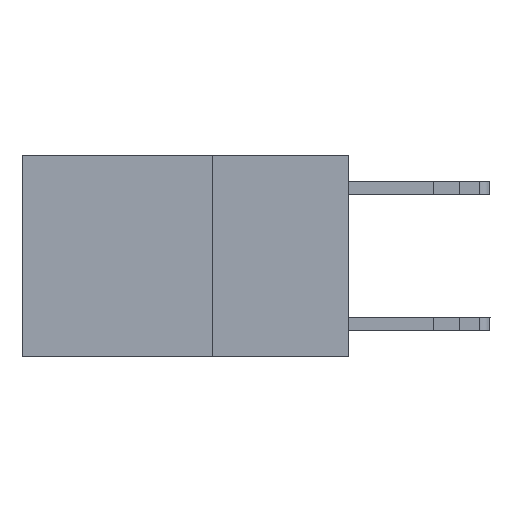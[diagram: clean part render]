
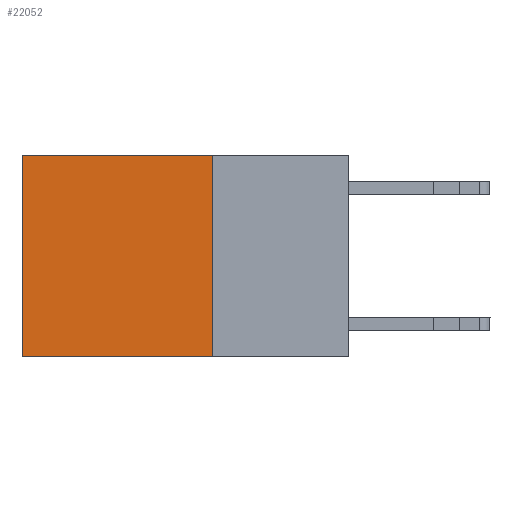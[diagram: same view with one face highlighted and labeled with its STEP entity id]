
A CAD part, left-side view. The second image highlights one B-rep face of the part: STEP entity #22052.
In plain terms, the highlighted planar face has unit normal (-1, 0, 0).
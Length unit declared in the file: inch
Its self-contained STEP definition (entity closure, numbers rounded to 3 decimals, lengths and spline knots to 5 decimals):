
#201 = VECTOR ( 'NONE', #11765, 39.37008 ) ;
#265 = DIRECTION ( 'NONE',  ( 0., 0., -1. ) ) ;
#1981 = CARTESIAN_POINT ( 'NONE',  ( 0.2625, 0.6, 0. ) ) ;
#2961 = LINE ( 'NONE', #15911, #11553 ) ;
#3824 = VECTOR ( 'NONE', #265, 39.37008 ) ;
#3872 = CARTESIAN_POINT ( 'NONE',  ( 0.2625, 0.25, 0. ) ) ;
#4102 = VERTEX_POINT ( 'NONE', #3872 ) ;
#5670 = DIRECTION ( 'NONE',  ( 1., 0., 0. ) ) ;
#7206 = EDGE_CURVE ( 'NONE', #4102, #13614, #10855, .T. ) ;
#7866 = EDGE_LOOP ( 'NONE', ( #12792, #20823, #21654, #14775 ) ) ;
#8439 = DIRECTION ( 'NONE',  ( 0., 0., -1. ) ) ;
#9003 = CARTESIAN_POINT ( 'NONE',  ( 0.2625, 0.6, 0. ) ) ;
#10855 = LINE ( 'NONE', #13613, #201 ) ;
#11553 = VECTOR ( 'NONE', #8439, 39.37008 ) ;
#11765 = DIRECTION ( 'NONE',  ( 0., 1., 0. ) ) ;
#12716 = EDGE_CURVE ( 'NONE', #19875, #23230, #18700, .T. ) ;
#12780 = FACE_OUTER_BOUND ( 'NONE', #7866, .T. ) ;
#12792 = ORIENTED_EDGE ( 'NONE', *, *, #17413, .T. ) ;
#13613 = CARTESIAN_POINT ( 'NONE',  ( 0.2625, 0.25, 0. ) ) ;
#13614 = VERTEX_POINT ( 'NONE', #9003 ) ;
#13622 = LINE ( 'NONE', #1981, #3824 ) ;
#14775 = ORIENTED_EDGE ( 'NONE', *, *, #7206, .T. ) ;
#15911 = CARTESIAN_POINT ( 'NONE',  ( 0.2625, 0.25, 0. ) ) ;
#16742 = PLANE ( 'NONE',  #18159 ) ;
#17330 = CARTESIAN_POINT ( 'NONE',  ( 0.2625, 0.25, -0.37 ) ) ;
#17413 = EDGE_CURVE ( 'NONE', #13614, #23230, #13622, .T. ) ;
#17767 = EDGE_CURVE ( 'NONE', #4102, #19875, #2961, .T. ) ;
#18159 = AXIS2_PLACEMENT_3D ( 'NONE', #20372, #5670, #18611 ) ;
#18611 = DIRECTION ( 'NONE',  ( 0., 0., -1. ) ) ;
#18613 = VECTOR ( 'NONE', #21134, 39.37008 ) ;
#18700 = LINE ( 'NONE', #17330, #18613 ) ;
#19875 = VERTEX_POINT ( 'NONE', #19885 ) ;
#19885 = CARTESIAN_POINT ( 'NONE',  ( 0.2625, 0.25, -0.37 ) ) ;
#20372 = CARTESIAN_POINT ( 'NONE',  ( 0.2625, 0.25, 0. ) ) ;
#20823 = ORIENTED_EDGE ( 'NONE', *, *, #12716, .F. ) ;
#21134 = DIRECTION ( 'NONE',  ( 0., 1., 0. ) ) ;
#21654 = ORIENTED_EDGE ( 'NONE', *, *, #17767, .F. ) ;
#21815 = CARTESIAN_POINT ( 'NONE',  ( 0.2625, 0.6, -0.37 ) ) ;
#22052 = ADVANCED_FACE ( 'NONE', ( #12780 ), #16742, .F. ) ;
#23230 = VERTEX_POINT ( 'NONE', #21815 ) ;
